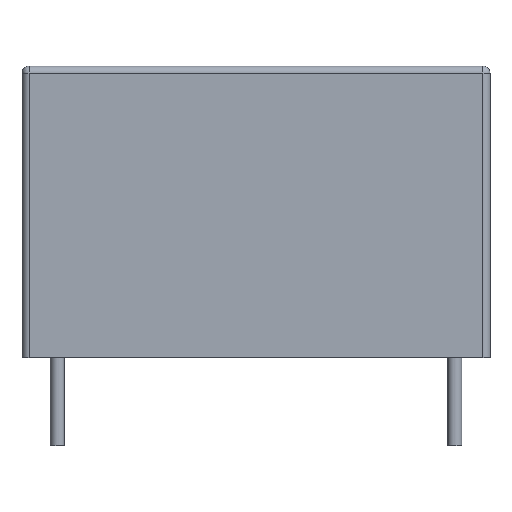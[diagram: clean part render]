
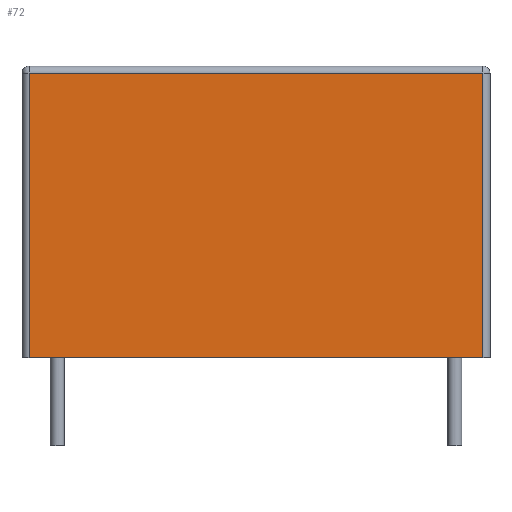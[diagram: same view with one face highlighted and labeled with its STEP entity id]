
A CAD part, top view. The second image highlights one B-rep face of the part: STEP entity #72.
In plain terms, the highlighted planar face has unit normal (0, 0, 1).
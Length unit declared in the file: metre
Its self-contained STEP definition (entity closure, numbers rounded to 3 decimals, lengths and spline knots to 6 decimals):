
#72 = ADVANCED_FACE( '', ( #152 ), #153, .F. );
#152 = FACE_OUTER_BOUND( '', #243, .T. );
#153 = PLANE( '', #244 );
#243 = EDGE_LOOP( '', ( #353, #354, #355, #356 ) );
#244 = AXIS2_PLACEMENT_3D( '', #357, #358, #359 );
#353 = ORIENTED_EDGE( '', *, *, #479, .T. );
#354 = ORIENTED_EDGE( '', *, *, #494, .T. );
#355 = ORIENTED_EDGE( '', *, *, #503, .T. );
#356 = ORIENTED_EDGE( '', *, *, #484, .T. );
#357 = CARTESIAN_POINT( '', ( 0., 0.0165, 0. ) );
#358 = DIRECTION( '', ( 0., 0., -1. ) );
#359 = DIRECTION( '', ( -1., 0., 0. ) );
#479 = EDGE_CURVE( '', #550, #548, #551, .T. );
#484 = EDGE_CURVE( '', #557, #550, #558, .T. );
#494 = EDGE_CURVE( '', #548, #572, #575, .F. );
#503 = EDGE_CURVE( '', #572, #557, #586, .F. );
#548 = VERTEX_POINT( '', #639 );
#550 = VERTEX_POINT( '', #641 );
#551 = LINE( '', #642, #643 );
#557 = VERTEX_POINT( '', #649 );
#558 = LINE( '', #650, #651 );
#572 = VERTEX_POINT( '', #670 );
#575 = LINE( '', #673, #674 );
#586 = LINE( '', #686, #687 );
#639 = CARTESIAN_POINT( '', ( 0.0261, 0., 0. ) );
#641 = CARTESIAN_POINT( '', ( 0.0004, 0., 0. ) );
#642 = CARTESIAN_POINT( '', ( 0., 0., 0. ) );
#643 = VECTOR( '', #744, 1. );
#649 = CARTESIAN_POINT( '', ( 0.0004, 0.0161, 0. ) );
#650 = CARTESIAN_POINT( '', ( 0.0004, 0.0165, 0. ) );
#651 = VECTOR( '', #751, 1. );
#670 = CARTESIAN_POINT( '', ( 0.0261, 0.0161, 0. ) );
#673 = CARTESIAN_POINT( '', ( 0.0261, 0.0165, 0. ) );
#674 = VECTOR( '', #763, 1. );
#686 = CARTESIAN_POINT( '', ( 0., 0.0161, 0. ) );
#687 = VECTOR( '', #780, 1. );
#744 = DIRECTION( '', ( 1., 0., 0. ) );
#751 = DIRECTION( '', ( 0., -1., 0. ) );
#763 = DIRECTION( '', ( 0., -1., 0. ) );
#780 = DIRECTION( '', ( 1., 0., 0. ) );
